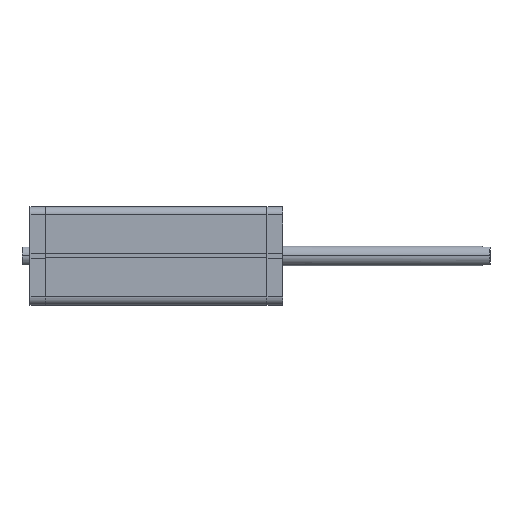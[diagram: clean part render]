
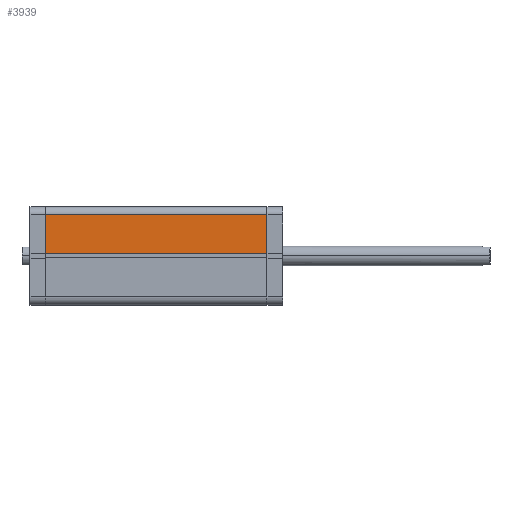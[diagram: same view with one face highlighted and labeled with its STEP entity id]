
A CAD part, top view. The second image highlights one B-rep face of the part: STEP entity #3939.
In plain terms, the highlighted face is planar.
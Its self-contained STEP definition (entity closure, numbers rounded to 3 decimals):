
#659 = AXIS2_PLACEMENT_3D ( 'NONE', #2733, #2738, #2739 ) ;
#1116 = VERTEX_POINT ( 'NONE', #2099 ) ;
#1122 = VERTEX_POINT ( 'NONE', #2105 ) ;
#1140 = VERTEX_POINT ( 'NONE', #2123 ) ;
#1143 = VERTEX_POINT ( 'NONE', #2126 ) ;
#2099 = CARTESIAN_POINT ( 'NONE',  ( -2.6, 62., 0. ) ) ;
#2105 = CARTESIAN_POINT ( 'NONE',  ( -2.6, 62., -277.5 ) ) ;
#2123 = CARTESIAN_POINT ( 'NONE',  ( -51.5, 62., -277.5 ) ) ;
#2126 = CARTESIAN_POINT ( 'NONE',  ( -51.5, 62., 0. ) ) ;
#2730 = PLANE ( 'NONE',  #659 ) ;
#2733 = CARTESIAN_POINT ( 'NONE',  ( -51.5, 62., -277.5 ) ) ;
#2738 = DIRECTION ( 'NONE',  ( 0., 1., 0. ) ) ;
#2739 = DIRECTION ( 'NONE',  ( 0., 0., 1. ) ) ;
#3493 = CARTESIAN_POINT ( 'NONE',  ( -51.5, 62., 0. ) ) ;
#3494 = DIRECTION ( 'NONE',  ( -1., 0., 0. ) ) ;
#3495 = CARTESIAN_POINT ( 'NONE',  ( -2.6, 62., -277.5 ) ) ;
#3496 = DIRECTION ( 'NONE',  ( 0., 0., 1. ) ) ;
#3504 = CARTESIAN_POINT ( 'NONE',  ( -51.5, 62., -277.5 ) ) ;
#3505 = CARTESIAN_POINT ( 'NONE',  ( -51.5, 62., -277.5 ) ) ;
#3506 = DIRECTION ( 'NONE',  ( 0., 0., 1. ) ) ;
#3516 = DIRECTION ( 'NONE',  ( -1., 0., 0. ) ) ;
#3939 = ADVANCED_FACE ( 'NONE', ( #7056 ), #2730, .T. ) ;
#4212 = ORIENTED_EDGE ( 'NONE', *, *, #7135, .T. ) ;
#4217 = ORIENTED_EDGE ( 'NONE', *, *, #7130, .F. ) ;
#4223 = ORIENTED_EDGE ( 'NONE', *, *, #7140, .T. ) ;
#4248 = ORIENTED_EDGE ( 'NONE', *, *, #7131, .F. ) ;
#4451 = EDGE_LOOP ( 'NONE', ( #4217, #4248, #4223, #4212 ) ) ;
#5447 = LINE ( 'NONE', #3493, #5457 ) ;
#5453 = VECTOR ( 'NONE', #3506, 1000. ) ;
#5457 = VECTOR ( 'NONE', #3494, 1000. ) ;
#5458 = LINE ( 'NONE', #3495, #5459 ) ;
#5459 = VECTOR ( 'NONE', #3496, 1000. ) ;
#5461 = LINE ( 'NONE', #3505, #5453 ) ;
#5473 = LINE ( 'NONE', #3504, #5475 ) ;
#5475 = VECTOR ( 'NONE', #3516, 1000. ) ;
#7056 = FACE_OUTER_BOUND ( 'NONE', #4451, .T. ) ;
#7130 = EDGE_CURVE ( 'NONE', #1116, #1143, #5447, .T. ) ;
#7131 = EDGE_CURVE ( 'NONE', #1122, #1116, #5458, .T. ) ;
#7135 = EDGE_CURVE ( 'NONE', #1140, #1143, #5461, .T. ) ;
#7140 = EDGE_CURVE ( 'NONE', #1122, #1140, #5473, .T. ) ;
